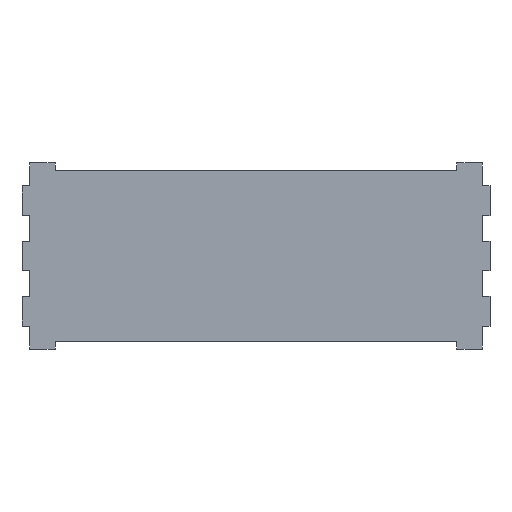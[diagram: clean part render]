
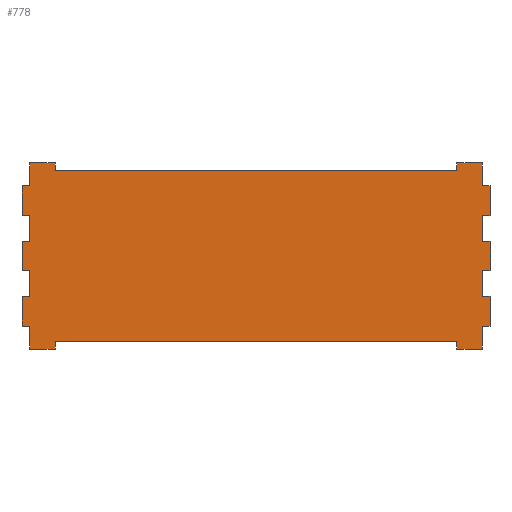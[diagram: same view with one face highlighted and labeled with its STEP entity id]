
A CAD part, top view. The second image highlights one B-rep face of the part: STEP entity #778.
In plain terms, the highlighted planar face has unit normal (0, 0, 1).
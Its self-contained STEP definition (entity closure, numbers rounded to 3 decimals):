
#52=FACE_OUTER_BOUND('',#90,.T.);
#90=EDGE_LOOP('',(#667,#668,#669,#670,#671,#672,#673,#674,#675,#676,#677,
#678,#679,#680,#681,#682,#683,#684,#685,#686,#687,#688,#689,#690,#691,#692,
#693,#694,#695,#696,#697,#698,#699,#700,#701,#702));
#94=LINE('',#1026,#202);
#97=LINE('',#1032,#205);
#133=LINE('',#1105,#241);
#136=LINE('',#1110,#244);
#138=LINE('',#1115,#246);
#141=LINE('',#1121,#249);
#144=LINE('',#1127,#252);
#147=LINE('',#1132,#255);
#149=LINE('',#1136,#257);
#151=LINE('',#1140,#259);
#153=LINE('',#1145,#261);
#156=LINE('',#1151,#264);
#159=LINE('',#1157,#267);
#162=LINE('',#1162,#270);
#164=LINE('',#1166,#272);
#166=LINE('',#1170,#274);
#168=LINE('',#1175,#276);
#171=LINE('',#1180,#279);
#173=LINE('',#1185,#281);
#176=LINE('',#1190,#284);
#177=LINE('',#1193,#285);
#179=LINE('',#1196,#287);
#181=LINE('',#1200,#289);
#182=LINE('',#1202,#290);
#184=LINE('',#1206,#292);
#185=LINE('',#1208,#293);
#186=LINE('',#1210,#294);
#188=LINE('',#1214,#296);
#189=LINE('',#1216,#297);
#190=LINE('',#1219,#298);
#192=LINE('',#1223,#300);
#194=LINE('',#1226,#302);
#195=LINE('',#1228,#303);
#196=LINE('',#1230,#304);
#197=LINE('',#1232,#305);
#198=LINE('',#1234,#306);
#202=VECTOR('',#838,10.);
#205=VECTOR('',#843,10.);
#241=VECTOR('',#883,10.);
#244=VECTOR('',#888,10.);
#246=VECTOR('',#892,10.);
#249=VECTOR('',#897,10.);
#252=VECTOR('',#902,10.);
#255=VECTOR('',#907,10.);
#257=VECTOR('',#911,10.);
#259=VECTOR('',#915,10.);
#261=VECTOR('',#919,10.);
#264=VECTOR('',#924,10.);
#267=VECTOR('',#929,10.);
#270=VECTOR('',#934,10.);
#272=VECTOR('',#938,10.);
#274=VECTOR('',#942,10.);
#276=VECTOR('',#946,10.);
#279=VECTOR('',#951,10.);
#281=VECTOR('',#955,10.);
#284=VECTOR('',#960,10.);
#285=VECTOR('',#963,10.);
#287=VECTOR('',#967,10.);
#289=VECTOR('',#971,10.);
#290=VECTOR('',#974,10.);
#292=VECTOR('',#978,10.);
#293=VECTOR('',#981,10.);
#294=VECTOR('',#984,10.);
#296=VECTOR('',#988,10.);
#297=VECTOR('',#991,10.);
#298=VECTOR('',#994,10.);
#300=VECTOR('',#998,10.);
#302=VECTOR('',#1002,10.);
#303=VECTOR('',#1005,10.);
#304=VECTOR('',#1008,10.);
#305=VECTOR('',#1011,10.);
#306=VECTOR('',#1014,10.);
#308=VERTEX_POINT('',#1020);
#310=VERTEX_POINT('',#1024);
#312=VERTEX_POINT('',#1030);
#346=VERTEX_POINT('',#1102);
#347=VERTEX_POINT('',#1104);
#348=VERTEX_POINT('',#1108);
#349=VERTEX_POINT('',#1112);
#350=VERTEX_POINT('',#1114);
#351=VERTEX_POINT('',#1118);
#352=VERTEX_POINT('',#1120);
#353=VERTEX_POINT('',#1124);
#354=VERTEX_POINT('',#1126);
#355=VERTEX_POINT('',#1130);
#356=VERTEX_POINT('',#1134);
#357=VERTEX_POINT('',#1138);
#358=VERTEX_POINT('',#1142);
#359=VERTEX_POINT('',#1144);
#360=VERTEX_POINT('',#1148);
#361=VERTEX_POINT('',#1150);
#362=VERTEX_POINT('',#1154);
#363=VERTEX_POINT('',#1156);
#364=VERTEX_POINT('',#1160);
#365=VERTEX_POINT('',#1164);
#366=VERTEX_POINT('',#1168);
#367=VERTEX_POINT('',#1172);
#368=VERTEX_POINT('',#1174);
#369=VERTEX_POINT('',#1178);
#370=VERTEX_POINT('',#1182);
#371=VERTEX_POINT('',#1184);
#372=VERTEX_POINT('',#1188);
#373=VERTEX_POINT('',#1192);
#374=VERTEX_POINT('',#1198);
#375=VERTEX_POINT('',#1204);
#376=VERTEX_POINT('',#1212);
#377=VERTEX_POINT('',#1218);
#378=VERTEX_POINT('',#1222);
#382=EDGE_CURVE('',#308,#310,#94,.T.);
#385=EDGE_CURVE('',#312,#310,#97,.T.);
#421=EDGE_CURVE('',#347,#346,#133,.T.);
#424=EDGE_CURVE('',#346,#348,#136,.T.);
#426=EDGE_CURVE('',#350,#349,#138,.T.);
#429=EDGE_CURVE('',#352,#351,#141,.T.);
#432=EDGE_CURVE('',#354,#353,#144,.T.);
#435=EDGE_CURVE('',#355,#349,#147,.T.);
#437=EDGE_CURVE('',#356,#351,#149,.T.);
#439=EDGE_CURVE('',#357,#353,#151,.T.);
#441=EDGE_CURVE('',#359,#358,#153,.T.);
#444=EDGE_CURVE('',#361,#360,#156,.T.);
#447=EDGE_CURVE('',#363,#362,#159,.T.);
#450=EDGE_CURVE('',#364,#358,#162,.T.);
#452=EDGE_CURVE('',#365,#360,#164,.T.);
#454=EDGE_CURVE('',#366,#362,#166,.T.);
#456=EDGE_CURVE('',#368,#367,#168,.T.);
#459=EDGE_CURVE('',#369,#367,#171,.T.);
#461=EDGE_CURVE('',#371,#370,#173,.T.);
#464=EDGE_CURVE('',#370,#372,#176,.T.);
#465=EDGE_CURVE('',#373,#371,#177,.T.);
#467=EDGE_CURVE('',#372,#363,#179,.T.);
#469=EDGE_CURVE('',#366,#374,#181,.T.);
#470=EDGE_CURVE('',#374,#361,#182,.T.);
#472=EDGE_CURVE('',#365,#375,#184,.T.);
#473=EDGE_CURVE('',#375,#359,#185,.T.);
#474=EDGE_CURVE('',#364,#308,#186,.T.);
#476=EDGE_CURVE('',#312,#376,#188,.T.);
#477=EDGE_CURVE('',#348,#354,#189,.T.);
#478=EDGE_CURVE('',#377,#352,#190,.T.);
#480=EDGE_CURVE('',#378,#350,#192,.T.);
#482=EDGE_CURVE('',#355,#368,#194,.T.);
#483=EDGE_CURVE('',#356,#378,#195,.T.);
#484=EDGE_CURVE('',#357,#377,#196,.T.);
#485=EDGE_CURVE('',#373,#369,#197,.T.);
#486=EDGE_CURVE('',#376,#347,#198,.T.);
#667=ORIENTED_EDGE('',*,*,#382,.T.);
#668=ORIENTED_EDGE('',*,*,#385,.F.);
#669=ORIENTED_EDGE('',*,*,#476,.T.);
#670=ORIENTED_EDGE('',*,*,#486,.T.);
#671=ORIENTED_EDGE('',*,*,#421,.T.);
#672=ORIENTED_EDGE('',*,*,#424,.T.);
#673=ORIENTED_EDGE('',*,*,#477,.T.);
#674=ORIENTED_EDGE('',*,*,#432,.T.);
#675=ORIENTED_EDGE('',*,*,#439,.F.);
#676=ORIENTED_EDGE('',*,*,#484,.T.);
#677=ORIENTED_EDGE('',*,*,#478,.T.);
#678=ORIENTED_EDGE('',*,*,#429,.T.);
#679=ORIENTED_EDGE('',*,*,#437,.F.);
#680=ORIENTED_EDGE('',*,*,#483,.T.);
#681=ORIENTED_EDGE('',*,*,#480,.T.);
#682=ORIENTED_EDGE('',*,*,#426,.T.);
#683=ORIENTED_EDGE('',*,*,#435,.F.);
#684=ORIENTED_EDGE('',*,*,#482,.T.);
#685=ORIENTED_EDGE('',*,*,#456,.T.);
#686=ORIENTED_EDGE('',*,*,#459,.F.);
#687=ORIENTED_EDGE('',*,*,#485,.F.);
#688=ORIENTED_EDGE('',*,*,#465,.T.);
#689=ORIENTED_EDGE('',*,*,#461,.T.);
#690=ORIENTED_EDGE('',*,*,#464,.T.);
#691=ORIENTED_EDGE('',*,*,#467,.T.);
#692=ORIENTED_EDGE('',*,*,#447,.T.);
#693=ORIENTED_EDGE('',*,*,#454,.F.);
#694=ORIENTED_EDGE('',*,*,#469,.T.);
#695=ORIENTED_EDGE('',*,*,#470,.T.);
#696=ORIENTED_EDGE('',*,*,#444,.T.);
#697=ORIENTED_EDGE('',*,*,#452,.F.);
#698=ORIENTED_EDGE('',*,*,#472,.T.);
#699=ORIENTED_EDGE('',*,*,#473,.T.);
#700=ORIENTED_EDGE('',*,*,#441,.T.);
#701=ORIENTED_EDGE('',*,*,#450,.F.);
#702=ORIENTED_EDGE('',*,*,#474,.T.);
#740=PLANE('',#830);
#778=ADVANCED_FACE('',(#52),#740,.F.);
#830=AXIS2_PLACEMENT_3D('',#1235,#1015,#1016);
#838=DIRECTION('',(-1.,0.,0.));
#843=DIRECTION('',(0.,1.,0.));
#883=DIRECTION('',(-1.,0.,0.));
#888=DIRECTION('',(0.,-1.,0.));
#892=DIRECTION('',(0.,-1.,0.));
#897=DIRECTION('',(0.,-1.,0.));
#902=DIRECTION('',(0.,-1.,0.));
#907=DIRECTION('',(-1.,0.,0.));
#911=DIRECTION('',(-1.,0.,0.));
#915=DIRECTION('',(-1.,0.,0.));
#919=DIRECTION('',(0.,1.,0.));
#924=DIRECTION('',(0.,1.,0.));
#929=DIRECTION('',(0.,1.,0.));
#934=DIRECTION('',(1.,0.,0.));
#938=DIRECTION('',(1.,0.,0.));
#942=DIRECTION('',(1.,0.,0.));
#946=DIRECTION('',(1.,0.,0.));
#951=DIRECTION('',(0.,-1.,0.));
#955=DIRECTION('',(1.,0.,0.));
#960=DIRECTION('',(0.,1.,0.));
#963=DIRECTION('',(0.,-1.,0.));
#967=DIRECTION('',(1.,0.,0.));
#971=DIRECTION('',(0.,1.,0.));
#974=DIRECTION('',(1.,0.,0.));
#978=DIRECTION('',(0.,1.,0.));
#981=DIRECTION('',(1.,0.,0.));
#984=DIRECTION('',(0.,1.,0.));
#988=DIRECTION('',(-1.,0.,0.));
#991=DIRECTION('',(-1.,0.,0.));
#994=DIRECTION('',(-1.,0.,0.));
#998=DIRECTION('',(-1.,0.,0.));
#1002=DIRECTION('',(0.,-1.,0.));
#1005=DIRECTION('',(0.,-1.,0.));
#1008=DIRECTION('',(0.,-1.,0.));
#1011=DIRECTION('',(-1.,0.,0.));
#1014=DIRECTION('',(0.,1.,0.));
#1015=DIRECTION('center_axis',(0.,0.,-1.));
#1016=DIRECTION('ref_axis',(-1.,0.,0.));
#1020=CARTESIAN_POINT('',(167.46,3.,-54.28));
#1024=CARTESIAN_POINT('',(157.46,3.,-54.28));
#1026=CARTESIAN_POINT('',(120.595,3.,-54.28));
#1030=CARTESIAN_POINT('',(157.46,0.,-54.28));
#1032=CARTESIAN_POINT('',(157.46,0.,-54.28));
#1102=CARTESIAN_POINT('',(-10.,3.,-54.28));
#1104=CARTESIAN_POINT('',(0.,3.,-54.28));
#1105=CARTESIAN_POINT('',(36.865,3.,-54.28));
#1108=CARTESIAN_POINT('',(-10.,-6.,-54.28));
#1110=CARTESIAN_POINT('',(-10.,-47.,-54.28));
#1112=CARTESIAN_POINT('',(-13.,-61.,-54.28));
#1114=CARTESIAN_POINT('',(-13.,-49.333,-54.28));
#1115=CARTESIAN_POINT('',(-13.,-27.5,-54.28));
#1118=CARTESIAN_POINT('',(-13.,-39.333,-54.28));
#1120=CARTESIAN_POINT('',(-13.,-27.667,-54.28));
#1121=CARTESIAN_POINT('',(-13.,-27.5,-54.28));
#1124=CARTESIAN_POINT('',(-13.,-17.667,-54.28));
#1126=CARTESIAN_POINT('',(-13.,-6.,-54.28));
#1127=CARTESIAN_POINT('',(-13.,-27.5,-54.28));
#1130=CARTESIAN_POINT('',(-10.,-61.,-54.28));
#1132=CARTESIAN_POINT('',(-10.,-61.,-54.28));
#1134=CARTESIAN_POINT('',(-10.,-39.333,-54.28));
#1136=CARTESIAN_POINT('',(-10.,-39.333,-54.28));
#1138=CARTESIAN_POINT('',(-10.,-17.667,-54.28));
#1140=CARTESIAN_POINT('',(-10.,-17.667,-54.28));
#1142=CARTESIAN_POINT('',(170.46,-6.,-54.28));
#1144=CARTESIAN_POINT('',(170.46,-17.667,-54.28));
#1145=CARTESIAN_POINT('',(170.46,-27.5,-54.28));
#1148=CARTESIAN_POINT('',(170.46,-27.667,-54.28));
#1150=CARTESIAN_POINT('',(170.46,-39.333,-54.28));
#1151=CARTESIAN_POINT('',(170.46,-27.5,-54.28));
#1154=CARTESIAN_POINT('',(170.46,-49.333,-54.28));
#1156=CARTESIAN_POINT('',(170.46,-61.,-54.28));
#1157=CARTESIAN_POINT('',(170.46,-27.5,-54.28));
#1160=CARTESIAN_POINT('',(167.46,-6.,-54.28));
#1162=CARTESIAN_POINT('',(167.46,-6.,-54.28));
#1164=CARTESIAN_POINT('',(167.46,-27.667,-54.28));
#1166=CARTESIAN_POINT('',(167.46,-27.667,-54.28));
#1168=CARTESIAN_POINT('',(167.46,-49.333,-54.28));
#1170=CARTESIAN_POINT('',(167.46,-49.333,-54.28));
#1172=CARTESIAN_POINT('',(0.,-70.,-54.28));
#1174=CARTESIAN_POINT('',(-10.,-70.,-54.28));
#1175=CARTESIAN_POINT('',(36.865,-70.,-54.28));
#1178=CARTESIAN_POINT('',(0.,-67.,-54.28));
#1180=CARTESIAN_POINT('',(0.,-67.,-54.28));
#1182=CARTESIAN_POINT('',(167.46,-70.,-54.28));
#1184=CARTESIAN_POINT('',(157.46,-70.,-54.28));
#1185=CARTESIAN_POINT('',(120.595,-70.,-54.28));
#1188=CARTESIAN_POINT('',(167.46,-61.,-54.28));
#1190=CARTESIAN_POINT('',(167.46,0.,-54.28));
#1192=CARTESIAN_POINT('',(157.46,-67.,-54.28));
#1193=CARTESIAN_POINT('',(157.46,-67.,-54.28));
#1196=CARTESIAN_POINT('',(167.46,-61.,-54.28));
#1198=CARTESIAN_POINT('',(167.46,-39.333,-54.28));
#1200=CARTESIAN_POINT('',(167.46,0.,-54.28));
#1202=CARTESIAN_POINT('',(167.46,-39.333,-54.28));
#1204=CARTESIAN_POINT('',(167.46,-17.667,-54.28));
#1206=CARTESIAN_POINT('',(167.46,0.,-54.28));
#1208=CARTESIAN_POINT('',(167.46,-17.667,-54.28));
#1210=CARTESIAN_POINT('',(167.46,0.,-54.28));
#1212=CARTESIAN_POINT('',(0.,0.,-54.28));
#1214=CARTESIAN_POINT('',(34.365,0.,-54.28));
#1216=CARTESIAN_POINT('',(-10.,-6.,-54.28));
#1218=CARTESIAN_POINT('',(-10.,-27.667,-54.28));
#1219=CARTESIAN_POINT('',(-10.,-27.667,-54.28));
#1222=CARTESIAN_POINT('',(-10.,-49.333,-54.28));
#1223=CARTESIAN_POINT('',(-10.,-49.333,-54.28));
#1226=CARTESIAN_POINT('',(-10.,-47.,-54.28));
#1228=CARTESIAN_POINT('',(-10.,-47.,-54.28));
#1230=CARTESIAN_POINT('',(-10.,-47.,-54.28));
#1232=CARTESIAN_POINT('',(-10.,-67.,-54.28));
#1234=CARTESIAN_POINT('',(0.,0.,-54.28));
#1235=CARTESIAN_POINT('Origin',(78.73,-21.5,-54.28));
